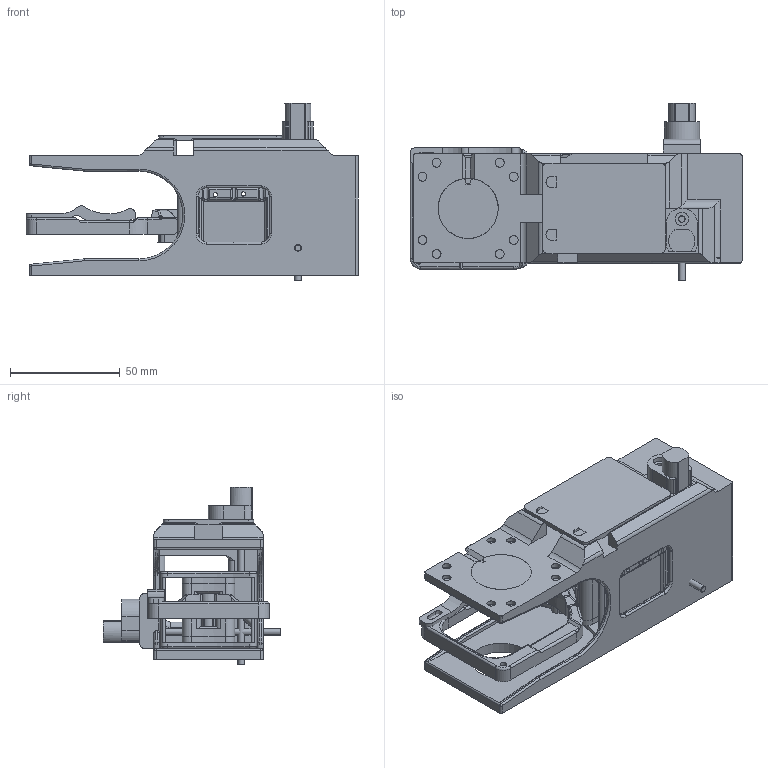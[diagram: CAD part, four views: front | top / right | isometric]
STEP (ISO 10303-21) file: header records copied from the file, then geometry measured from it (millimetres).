
FILE_DESCRIPTION(/* description */ ('','CAx-IF Rec.Pracs.---Representation and Presentation of Product Manufacturing Information (PMI)---4.0---2014-10-13'),/* implementation_level */ '2;1');
FILE_NAME(/* name */ 'XYZ Stage V5.stp',/* time_stamp */ '2024-07-10T16:04:39-04:00',/* author */ ('Colton Hormann'),/* organization */ ('Grunwald Labs - UMass Chan'),/* preprocessor_version */ 'ST-DEVELOPER v19.2',/* originating_system */ 'Autodesk Inventor 2023',/* authorisation */ '');
FILE_SCHEMA (('AP242_MANAGED_MODEL_BASED_3D_ENGINEERING_MIM_LF { 1 0 10303 442 1 1 4 }'));
Products named in the file (14): XYZ Stage V5; DC Motor; Z Stage Body New; Z Stage Part V5; Z Stage LED Mount V5; Z Stage Electrical Cover; Z Stage Motor Clamp V5; Y Stage Body v5; Y Stage Part V5; Y Stage Motor Clamp V5; X Stage Body V5; X Stage Part V5; X Stage Clamp V5; X Stage Motor Clamp V5
Assembly tree (15 placements, depth 2):
  XYZ Stage V5
    DC Motor  x3
    Z Stage Body New
    Z Stage Part V5
    Z Stage LED Mount V5
    Z Stage Electrical Cover
    Z Stage Motor Clamp V5
    Y Stage Body v5
    Y Stage Part V5
    Y Stage Motor Clamp V5
    X Stage Body V5
    X Stage Part V5
    X Stage Clamp V5
    X Stage Motor Clamp V5
Bounding box: 151.43 x 81 x 81 mm (x, y, z)
Volume: 177667.4 mm3; surface area: 101803.3 mm2
Topology: 15 solids, 15 shells, 1501 faces, 3710 edges, 2276 vertices
Faces by surface type: cylinder 668, plane 527, sphere 115, torus 91, bspline 79, cone 21
Full cylindrical faces by diameter (mm): 2 x36, 2.875 x6, 3 x10, 3.125 x2, 4 x9, 4.032 x32, 4.15 x4, 5 x2, 5.5 x1, 6 x6, 22.5 x1, 27.5 x2
Entity records: 59730 total; most frequent: CARTESIAN_POINT 16199, DIRECTION 9312, ORIENTED_EDGE 7172, AXIS2_PLACEMENT_3D 3767, EDGE_CURVE 3586, STYLED_ITEM 2352, VERTEX_POINT 2196, CIRCLE 1958
